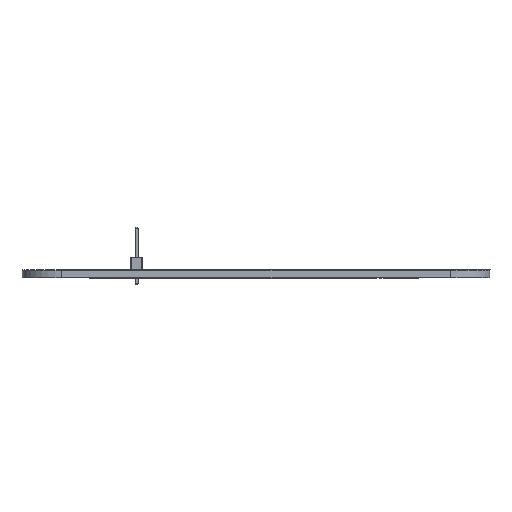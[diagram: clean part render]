
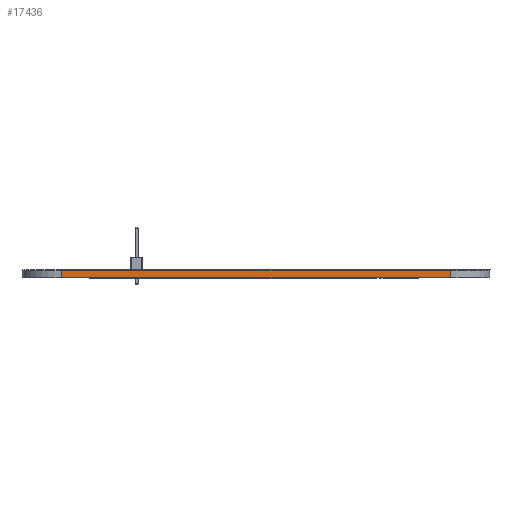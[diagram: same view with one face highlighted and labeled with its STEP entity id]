
A CAD part, front view. The second image highlights one B-rep face of the part: STEP entity #17436.
In plain terms, the highlighted planar face has unit normal (0, -1, 0).
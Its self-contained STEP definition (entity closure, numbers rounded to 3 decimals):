
#15911 = VERTEX_POINT('',#15912);
#15912 = CARTESIAN_POINT('',(18.,-106.,0.));
#15919 = EDGE_CURVE('',#15920,#15911,#15922,.T.);
#15920 = VERTEX_POINT('',#15921);
#15921 = CARTESIAN_POINT('',(96.,-106.,0.));
#15922 = LINE('',#15923,#15924);
#15923 = CARTESIAN_POINT('',(96.,-106.,0.));
#15924 = VECTOR('',#15925,1.);
#15925 = DIRECTION('',(-1.,0.,0.));
#16664 = VERTEX_POINT('',#16665);
#16665 = CARTESIAN_POINT('',(18.,-106.,1.51));
#16672 = EDGE_CURVE('',#16673,#16664,#16675,.T.);
#16673 = VERTEX_POINT('',#16674);
#16674 = CARTESIAN_POINT('',(96.,-106.,1.51));
#16675 = LINE('',#16676,#16677);
#16676 = CARTESIAN_POINT('',(96.,-106.,1.51));
#16677 = VECTOR('',#16678,1.);
#16678 = DIRECTION('',(-1.,0.,0.));
#17408 = EDGE_CURVE('',#15920,#16673,#17409,.T.);
#17409 = LINE('',#17410,#17411);
#17410 = CARTESIAN_POINT('',(96.,-106.,0.));
#17411 = VECTOR('',#17412,1.);
#17412 = DIRECTION('',(0.,0.,1.));
#17436 = ADVANCED_FACE('',(#17437),#17448,.T.);
#17437 = FACE_BOUND('',#17438,.T.);
#17438 = EDGE_LOOP('',(#17439,#17440,#17441,#17447));
#17439 = ORIENTED_EDGE('',*,*,#17408,.T.);
#17440 = ORIENTED_EDGE('',*,*,#16672,.T.);
#17441 = ORIENTED_EDGE('',*,*,#17442,.F.);
#17442 = EDGE_CURVE('',#15911,#16664,#17443,.T.);
#17443 = LINE('',#17444,#17445);
#17444 = CARTESIAN_POINT('',(18.,-106.,0.));
#17445 = VECTOR('',#17446,1.);
#17446 = DIRECTION('',(0.,0.,1.));
#17447 = ORIENTED_EDGE('',*,*,#15919,.F.);
#17448 = PLANE('',#17449);
#17449 = AXIS2_PLACEMENT_3D('',#17450,#17451,#17452);
#17450 = CARTESIAN_POINT('',(96.,-106.,0.));
#17451 = DIRECTION('',(0.,-1.,0.));
#17452 = DIRECTION('',(-1.,0.,0.));
